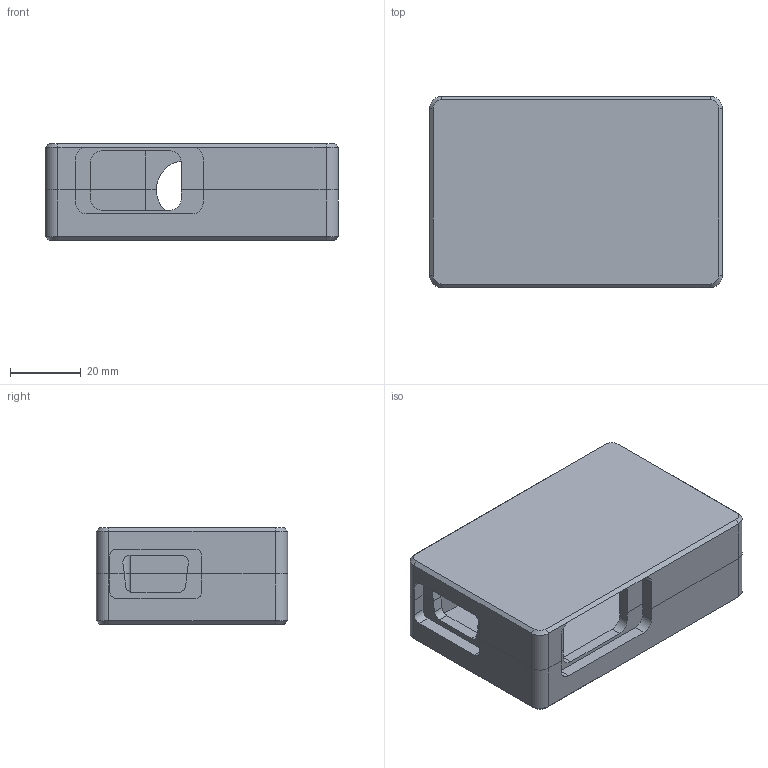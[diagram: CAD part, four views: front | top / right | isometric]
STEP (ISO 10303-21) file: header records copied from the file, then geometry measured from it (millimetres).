
FILE_DESCRIPTION(/* description */ (''),/* implementation_level */ '2;1');
FILE_NAME(/* name */ 'Triple Controller Adapter USB C (Ali Express) v6.step',/* time_stamp */ '2021-10-25T16:45:35-05:00',/* author */ (''),/* organization */ (''),/* preprocessor_version */ 'ST-DEVELOPER v18.1',/* originating_system */ 'Autodesk Translation Framework v10.10.0.1391',/* authorisation */ '');
FILE_SCHEMA (('AUTOMOTIVE_DESIGN { 1 0 10303 214 3 1 1 }'));
Length unit declared in the file: millimetre
Products named in the file (3): Triple Controller Adapter USB C (Ali Express); Top; Bottom
Assembly tree (2 placements, depth 2):
  Triple Controller Adapter USB C (Ali Express)
    Top
    Bottom
Bounding box: 82.75 x 54.05 x 27.25 mm (x, y, z)
Volume: 34417.9 mm3; surface area: 29619.8 mm2
Topology: 2 solids, 2 shells, 183 faces, 495 edges, 322 vertices
Faces by surface type: plane 119, cylinder 52, cone 12
Full cylindrical faces by diameter (mm): 2 x4, 3 x4, 4.5 x4
Entity records: 5820 total; most frequent: CARTESIAN_POINT 1005, ORIENTED_EDGE 990, DIRECTION 989, EDGE_CURVE 495, LINE 377, VECTOR 377, VERTEX_POINT 322, AXIS2_PLACEMENT_3D 306
